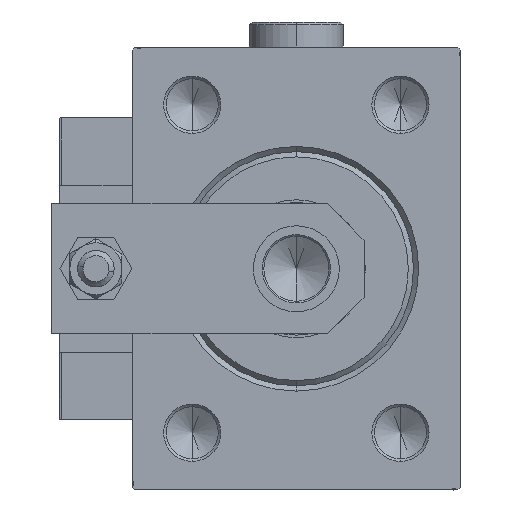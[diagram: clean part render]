
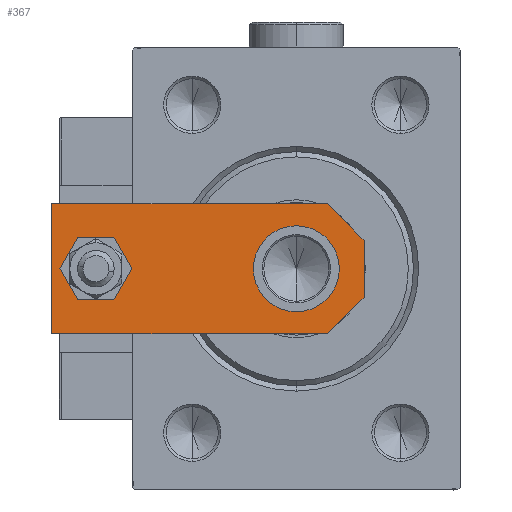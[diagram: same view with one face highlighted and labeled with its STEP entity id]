
A CAD part, left-side view. The second image highlights one B-rep face of the part: STEP entity #367.
In plain terms, the highlighted face is planar.
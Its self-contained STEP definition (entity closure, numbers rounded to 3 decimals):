
#210 = DIRECTION ( 'NONE',  ( 0., 0., 1. ) ) ;
#367 = ADVANCED_FACE ( 'NONE', ( #29521, #10381, #10115 ), #14097, .T. ) ;
#2048 = CARTESIAN_POINT ( 'NONE',  ( 5.5, 0., 6. ) ) ;
#2779 = VERTEX_POINT ( 'NONE', #12170 ) ;
#2844 = ORIENTED_EDGE ( 'NONE', *, *, #25632, .T. ) ;
#3408 = VERTEX_POINT ( 'NONE', #43957 ) ;
#3435 = ORIENTED_EDGE ( 'NONE', *, *, #33127, .F. ) ;
#3455 = EDGE_CURVE ( 'NONE', #7911, #3408, #23849, .T. ) ;
#3708 = VECTOR ( 'NONE', #52543, 1000. ) ;
#5494 = ORIENTED_EDGE ( 'NONE', *, *, #42490, .T. ) ;
#6517 = EDGE_CURVE ( 'NONE', #19157, #20112, #17034, .T. ) ;
#6546 = CIRCLE ( 'NONE', #42171, 4. ) ;
#6662 = LINE ( 'NONE', #39075, #21387 ) ;
#7491 = VECTOR ( 'NONE', #16882, 1000. ) ;
#7911 = VERTEX_POINT ( 'NONE', #50953 ) ;
#9860 = DIRECTION ( 'NONE',  ( 1., 0., 0. ) ) ;
#10115 = FACE_BOUND ( 'NONE', #10728, .T. ) ;
#10381 = FACE_OUTER_BOUND ( 'NONE', #17574, .T. ) ;
#10728 = EDGE_LOOP ( 'NONE', ( #48238, #28623 ) ) ;
#11112 = DIRECTION ( 'NONE',  ( 0., 1., 0. ) ) ;
#12170 = CARTESIAN_POINT ( 'NONE',  ( -12.5, 7., 6. ) ) ;
#12428 = DIRECTION ( 'NONE',  ( 1., 0., 0. ) ) ;
#14097 = PLANE ( 'NONE',  #21189 ) ;
#15586 = CARTESIAN_POINT ( 'NONE',  ( -12.5, 60., 6. ) ) ;
#16882 = DIRECTION ( 'NONE',  ( 0., -1., 0. ) ) ;
#17034 = LINE ( 'NONE', #22070, #42653 ) ;
#17574 = EDGE_LOOP ( 'NONE', ( #19167, #36291, #2844, #42423, #5494, #41382 ) ) ;
#17733 = VERTEX_POINT ( 'NONE', #47972 ) ;
#19157 = VERTEX_POINT ( 'NONE', #2048 ) ;
#19167 = ORIENTED_EDGE ( 'NONE', *, *, #44593, .T. ) ;
#19697 = DIRECTION ( 'NONE',  ( 1., 0., 0. ) ) ;
#20112 = VERTEX_POINT ( 'NONE', #42005 ) ;
#21015 = DIRECTION ( 'NONE',  ( 0.707, 0.707, 0. ) ) ;
#21189 = AXIS2_PLACEMENT_3D ( 'NONE', #30569, #41770, #9860 ) ;
#21387 = VECTOR ( 'NONE', #51817, 1000. ) ;
#21388 = VERTEX_POINT ( 'NONE', #37750 ) ;
#22070 = CARTESIAN_POINT ( 'NONE',  ( 2.75, -2.75, 6. ) ) ;
#23018 = VERTEX_POINT ( 'NONE', #30953 ) ;
#23332 = EDGE_CURVE ( 'NONE', #2779, #21388, #6662, .T. ) ;
#23477 = CARTESIAN_POINT ( 'NONE',  ( 0., 51.5, 6. ) ) ;
#23600 = CARTESIAN_POINT ( 'NONE',  ( 0., 51.5, 6. ) ) ;
#23849 = CIRCLE ( 'NONE', #49307, 8.25 ) ;
#24098 = CARTESIAN_POINT ( 'NONE',  ( -12.5, 0., 6. ) ) ;
#25632 = EDGE_CURVE ( 'NONE', #21388, #19157, #48043, .T. ) ;
#27651 = VECTOR ( 'NONE', #32927, 1000. ) ;
#28598 = VECTOR ( 'NONE', #11112, 1000. ) ;
#28623 = ORIENTED_EDGE ( 'NONE', *, *, #3455, .F. ) ;
#29521 = FACE_BOUND ( 'NONE', #44770, .T. ) ;
#30079 = CARTESIAN_POINT ( 'NONE',  ( 12.5, 60., 6. ) ) ;
#30569 = CARTESIAN_POINT ( 'NONE',  ( 0., 0., 6. ) ) ;
#30570 = AXIS2_PLACEMENT_3D ( 'NONE', #52383, #36439, #19697 ) ;
#30953 = CARTESIAN_POINT ( 'NONE',  ( -12.5, 60., 6. ) ) ;
#31508 = CARTESIAN_POINT ( 'NONE',  ( 4., 51.5, 6. ) ) ;
#31812 = EDGE_CURVE ( 'NONE', #51711, #23018, #31893, .T. ) ;
#31893 = LINE ( 'NONE', #48117, #27651 ) ;
#32927 = DIRECTION ( 'NONE',  ( -1., 0., 0. ) ) ;
#33127 = EDGE_CURVE ( 'NONE', #17733, #35683, #48781, .T. ) ;
#34021 = DIRECTION ( 'NONE',  ( 1., 0., 0. ) ) ;
#35220 = AXIS2_PLACEMENT_3D ( 'NONE', #23600, #210, #12428 ) ;
#35683 = VERTEX_POINT ( 'NONE', #31508 ) ;
#36291 = ORIENTED_EDGE ( 'NONE', *, *, #23332, .T. ) ;
#36439 = DIRECTION ( 'NONE',  ( 0., 0., 1. ) ) ;
#37732 = ORIENTED_EDGE ( 'NONE', *, *, #38051, .F. ) ;
#37750 = CARTESIAN_POINT ( 'NONE',  ( -5.5, 0., 6. ) ) ;
#38051 = EDGE_CURVE ( 'NONE', #35683, #17733, #6546, .T. ) ;
#39075 = CARTESIAN_POINT ( 'NONE',  ( -2.75, -2.75, 6. ) ) ;
#39926 = CIRCLE ( 'NONE', #30570, 8.25 ) ;
#40079 = LINE ( 'NONE', #47518, #28598 ) ;
#41272 = DIRECTION ( 'NONE',  ( 0., 0., 1. ) ) ;
#41382 = ORIENTED_EDGE ( 'NONE', *, *, #31812, .T. ) ;
#41770 = DIRECTION ( 'NONE',  ( 0., 0., 1. ) ) ;
#42005 = CARTESIAN_POINT ( 'NONE',  ( 12.5, 7., 6. ) ) ;
#42171 = AXIS2_PLACEMENT_3D ( 'NONE', #23477, #52184, #51400 ) ;
#42423 = ORIENTED_EDGE ( 'NONE', *, *, #6517, .T. ) ;
#42490 = EDGE_CURVE ( 'NONE', #20112, #51711, #40079, .T. ) ;
#42653 = VECTOR ( 'NONE', #21015, 1000. ) ;
#43957 = CARTESIAN_POINT ( 'NONE',  ( -8.25, 13., 6. ) ) ;
#44593 = EDGE_CURVE ( 'NONE', #23018, #2779, #52008, .T. ) ;
#44770 = EDGE_LOOP ( 'NONE', ( #3435, #37732 ) ) ;
#46239 = CARTESIAN_POINT ( 'NONE',  ( 0., 13., 6. ) ) ;
#47518 = CARTESIAN_POINT ( 'NONE',  ( 12.5, 0., 6. ) ) ;
#47972 = CARTESIAN_POINT ( 'NONE',  ( -4., 51.5, 6. ) ) ;
#48043 = LINE ( 'NONE', #24098, #3708 ) ;
#48117 = CARTESIAN_POINT ( 'NONE',  ( 12.5, 60., 6. ) ) ;
#48238 = ORIENTED_EDGE ( 'NONE', *, *, #49268, .F. ) ;
#48781 = CIRCLE ( 'NONE', #35220, 4. ) ;
#49268 = EDGE_CURVE ( 'NONE', #3408, #7911, #39926, .T. ) ;
#49307 = AXIS2_PLACEMENT_3D ( 'NONE', #46239, #41272, #34021 ) ;
#50953 = CARTESIAN_POINT ( 'NONE',  ( 8.25, 13., 6. ) ) ;
#51400 = DIRECTION ( 'NONE',  ( 1., 0., 0. ) ) ;
#51711 = VERTEX_POINT ( 'NONE', #30079 ) ;
#51817 = DIRECTION ( 'NONE',  ( 0.707, -0.707, 0. ) ) ;
#52008 = LINE ( 'NONE', #15586, #7491 ) ;
#52184 = DIRECTION ( 'NONE',  ( 0., 0., 1. ) ) ;
#52383 = CARTESIAN_POINT ( 'NONE',  ( 0., 13., 6. ) ) ;
#52543 = DIRECTION ( 'NONE',  ( 1., 0., 0. ) ) ;
